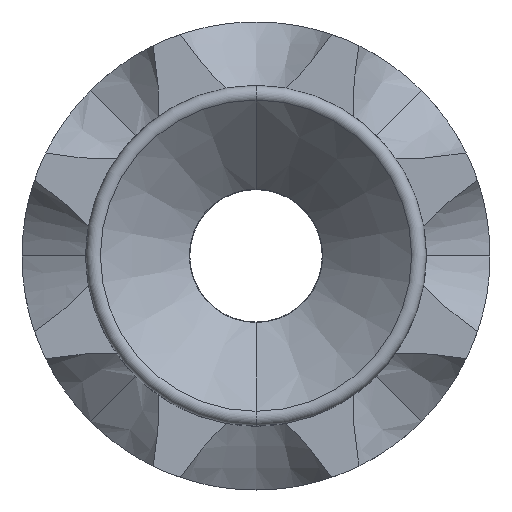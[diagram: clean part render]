
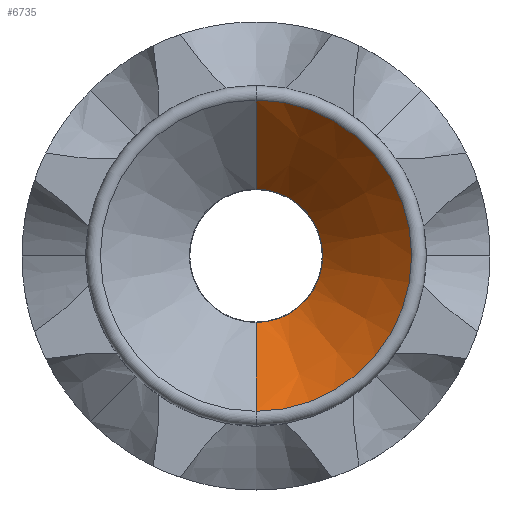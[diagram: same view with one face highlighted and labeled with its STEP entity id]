
A CAD part, top view. The second image highlights one B-rep face of the part: STEP entity #6735.
In plain terms, the highlighted conical face has half-angle 45 degrees and reference radius 13.067 mm.
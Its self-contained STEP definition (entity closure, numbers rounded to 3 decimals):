
#2787 = TOROIDAL_SURFACE('',#2788,19.,1.);
#2788 = AXIS2_PLACEMENT_3D('',#2789,#2790,#2791);
#2789 = CARTESIAN_POINT('',(0.,0.,24.086));
#2790 = DIRECTION('',(0.,0.,1.));
#2791 = DIRECTION('',(0.,1.,0.));
#2831 = VERTEX_POINT('',#2832);
#2832 = CARTESIAN_POINT('',(0.,-18.293,24.793));
#2855 = VERTEX_POINT('',#2856);
#2856 = CARTESIAN_POINT('',(0.,18.293,24.793));
#2871 = CONICAL_SURFACE('',#2872,13.067,0.785);
#2872 = AXIS2_PLACEMENT_3D('',#2873,#2874,#2875);
#2873 = CARTESIAN_POINT('',(0.,0.,19.567));
#2874 = DIRECTION('',(0.,0.,1.));
#2875 = DIRECTION('',(0.,1.,0.));
#6706 = EDGE_CURVE('',#2855,#2831,#6707,.T.);
#6707 = SURFACE_CURVE('',#6708,(#6713,#6720),.PCURVE_S1.);
#6708 = CIRCLE('',#6709,18.293);
#6709 = AXIS2_PLACEMENT_3D('',#6710,#6711,#6712);
#6710 = CARTESIAN_POINT('',(0.,0.,24.793));
#6711 = DIRECTION('',(0.,0.,-1.));
#6712 = DIRECTION('',(0.,1.,0.));
#6713 = PCURVE('',#2787,#6714);
#6714 = DEFINITIONAL_REPRESENTATION('',(#6715),#6719);
#6715 = LINE('',#6716,#6717);
#6716 = CARTESIAN_POINT('',(6.283,2.356));
#6717 = VECTOR('',#6718,1.);
#6718 = DIRECTION('',(-1.,0.));
#6719 = ( GEOMETRIC_REPRESENTATION_CONTEXT(2) 
PARAMETRIC_REPRESENTATION_CONTEXT() REPRESENTATION_CONTEXT('2D SPACE',''
  ) );
#6720 = PCURVE('',#6721,#6726);
#6721 = CONICAL_SURFACE('',#6722,13.067,0.785);
#6722 = AXIS2_PLACEMENT_3D('',#6723,#6724,#6725);
#6723 = CARTESIAN_POINT('',(0.,0.,19.567));
#6724 = DIRECTION('',(0.,0.,1.));
#6725 = DIRECTION('',(0.,1.,0.));
#6726 = DEFINITIONAL_REPRESENTATION('',(#6727),#6731);
#6727 = LINE('',#6728,#6729);
#6728 = CARTESIAN_POINT('',(6.283,5.226));
#6729 = VECTOR('',#6730,1.);
#6730 = DIRECTION('',(-1.,0.));
#6731 = ( GEOMETRIC_REPRESENTATION_CONTEXT(2) 
PARAMETRIC_REPRESENTATION_CONTEXT() REPRESENTATION_CONTEXT('2D SPACE',''
  ) );
#6735 = ADVANCED_FACE('',(#6736),#6721,.F.);
#6736 = FACE_BOUND('',#6737,.F.);
#6737 = EDGE_LOOP('',(#6738,#6761,#6790,#6811));
#6738 = ORIENTED_EDGE('',*,*,#6739,.T.);
#6739 = EDGE_CURVE('',#2831,#6740,#6742,.T.);
#6740 = VERTEX_POINT('',#6741);
#6741 = CARTESIAN_POINT('',(0.,-7.841,14.341));
#6742 = SURFACE_CURVE('',#6743,(#6747,#6754),.PCURVE_S1.);
#6743 = LINE('',#6744,#6745);
#6744 = CARTESIAN_POINT('',(0.,-18.293,24.793));
#6745 = VECTOR('',#6746,1.);
#6746 = DIRECTION('',(0.,0.707,-0.707));
#6747 = PCURVE('',#6721,#6748);
#6748 = DEFINITIONAL_REPRESENTATION('',(#6749),#6753);
#6749 = LINE('',#6750,#6751);
#6750 = CARTESIAN_POINT('',(3.142,5.226));
#6751 = VECTOR('',#6752,1.);
#6752 = DIRECTION('',(0.,-1.));
#6753 = ( GEOMETRIC_REPRESENTATION_CONTEXT(2) 
PARAMETRIC_REPRESENTATION_CONTEXT() REPRESENTATION_CONTEXT('2D SPACE',''
  ) );
#6754 = PCURVE('',#2871,#6755);
#6755 = DEFINITIONAL_REPRESENTATION('',(#6756),#6760);
#6756 = LINE('',#6757,#6758);
#6757 = CARTESIAN_POINT('',(3.142,5.226));
#6758 = VECTOR('',#6759,1.);
#6759 = DIRECTION('',(0.,-1.));
#6760 = ( GEOMETRIC_REPRESENTATION_CONTEXT(2) 
PARAMETRIC_REPRESENTATION_CONTEXT() REPRESENTATION_CONTEXT('2D SPACE',''
  ) );
#6761 = ORIENTED_EDGE('',*,*,#6762,.F.);
#6762 = EDGE_CURVE('',#6763,#6740,#6765,.T.);
#6763 = VERTEX_POINT('',#6764);
#6764 = CARTESIAN_POINT('',(0.,7.841,14.341));
#6765 = SURFACE_CURVE('',#6766,(#6771,#6778),.PCURVE_S1.);
#6766 = CIRCLE('',#6767,7.841);
#6767 = AXIS2_PLACEMENT_3D('',#6768,#6769,#6770);
#6768 = CARTESIAN_POINT('',(0.,0.,14.341));
#6769 = DIRECTION('',(0.,0.,-1.));
#6770 = DIRECTION('',(0.,1.,0.));
#6771 = PCURVE('',#6721,#6772);
#6772 = DEFINITIONAL_REPRESENTATION('',(#6773),#6777);
#6773 = LINE('',#6774,#6775);
#6774 = CARTESIAN_POINT('',(6.283,-5.226));
#6775 = VECTOR('',#6776,1.);
#6776 = DIRECTION('',(-1.,0.));
#6777 = ( GEOMETRIC_REPRESENTATION_CONTEXT(2) 
PARAMETRIC_REPRESENTATION_CONTEXT() REPRESENTATION_CONTEXT('2D SPACE',''
  ) );
#6778 = PCURVE('',#6779,#6784);
#6779 = TOROIDAL_SURFACE('',#6780,7.983,0.2);
#6780 = AXIS2_PLACEMENT_3D('',#6781,#6782,#6783);
#6781 = CARTESIAN_POINT('',(0.,0.,14.2));
#6782 = DIRECTION('',(0.,0.,1.));
#6783 = DIRECTION('',(0.,1.,0.));
#6784 = DEFINITIONAL_REPRESENTATION('',(#6785),#6789);
#6785 = LINE('',#6786,#6787);
#6786 = CARTESIAN_POINT('',(6.283,2.356));
#6787 = VECTOR('',#6788,1.);
#6788 = DIRECTION('',(-1.,0.));
#6789 = ( GEOMETRIC_REPRESENTATION_CONTEXT(2) 
PARAMETRIC_REPRESENTATION_CONTEXT() REPRESENTATION_CONTEXT('2D SPACE',''
  ) );
#6790 = ORIENTED_EDGE('',*,*,#6791,.T.);
#6791 = EDGE_CURVE('',#6763,#2855,#6792,.T.);
#6792 = SURFACE_CURVE('',#6793,(#6797,#6804),.PCURVE_S1.);
#6793 = LINE('',#6794,#6795);
#6794 = CARTESIAN_POINT('',(0.,7.841,14.341));
#6795 = VECTOR('',#6796,1.);
#6796 = DIRECTION('',(0.,0.707,0.707));
#6797 = PCURVE('',#6721,#6798);
#6798 = DEFINITIONAL_REPRESENTATION('',(#6799),#6803);
#6799 = LINE('',#6800,#6801);
#6800 = CARTESIAN_POINT('',(6.283,-5.226));
#6801 = VECTOR('',#6802,1.);
#6802 = DIRECTION('',(0.,1.));
#6803 = ( GEOMETRIC_REPRESENTATION_CONTEXT(2) 
PARAMETRIC_REPRESENTATION_CONTEXT() REPRESENTATION_CONTEXT('2D SPACE',''
  ) );
#6804 = PCURVE('',#2871,#6805);
#6805 = DEFINITIONAL_REPRESENTATION('',(#6806),#6810);
#6806 = LINE('',#6807,#6808);
#6807 = CARTESIAN_POINT('',(0.,-5.226));
#6808 = VECTOR('',#6809,1.);
#6809 = DIRECTION('',(0.,1.));
#6810 = ( GEOMETRIC_REPRESENTATION_CONTEXT(2) 
PARAMETRIC_REPRESENTATION_CONTEXT() REPRESENTATION_CONTEXT('2D SPACE',''
  ) );
#6811 = ORIENTED_EDGE('',*,*,#6706,.T.);
